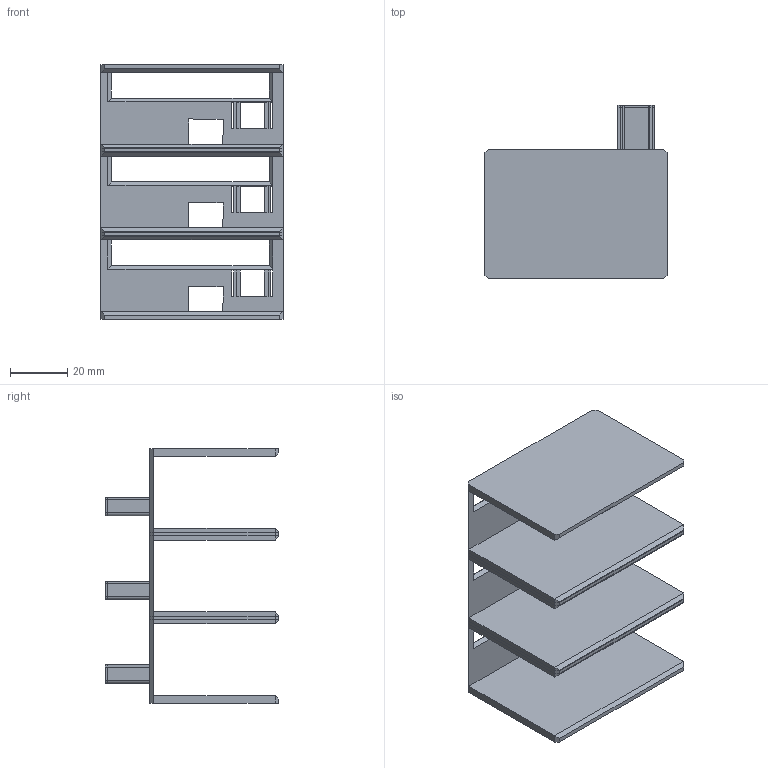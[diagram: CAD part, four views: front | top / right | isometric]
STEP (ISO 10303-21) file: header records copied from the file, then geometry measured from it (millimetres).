
FILE_DESCRIPTION(('FreeCAD Model'),'2;1');
FILE_NAME('Open CASCADE Shape Model','2023-05-30T17:23:38',(''),(''), 'Open CASCADE STEP processor 7.6','FreeCAD','Unknown');
FILE_SCHEMA(('AUTOMOTIVE_DESIGN { 1 0 10303 214 1 1 1 1 }'));
Length unit declared in the file: millimetre
Products named in the file (7): SlimeVR Dock Tower; SlimeVR Section; Holder; USB Port; USB Rear Extension; USB Shell; USB Chamfer
Assembly tree (8 placements, depth 4):
  SlimeVR Dock Tower
    SlimeVR Section  x3
      Holder
      USB Port
        USB Rear Extension
        USB Shell
        USB Chamfer
Bounding box: 63.5 x 60.4 x 88.7 mm (x, y, z)
Volume: 50076.7 mm3; surface area: 46278 mm2
Topology: 15 solids, 15 shells, 375 faces, 915 edges, 564 vertices
Faces by surface type: plane 321, extrusion 42, cylinder 12
Entity records: 7815 total; most frequent: CARTESIAN_POINT 1499, DIRECTION 1103, VECTOR 839, LINE 825, ORIENTED_EDGE 610, PCURVE 610, DEFINITIONAL_REPRESENTATION 610, EDGE_CURVE 305
